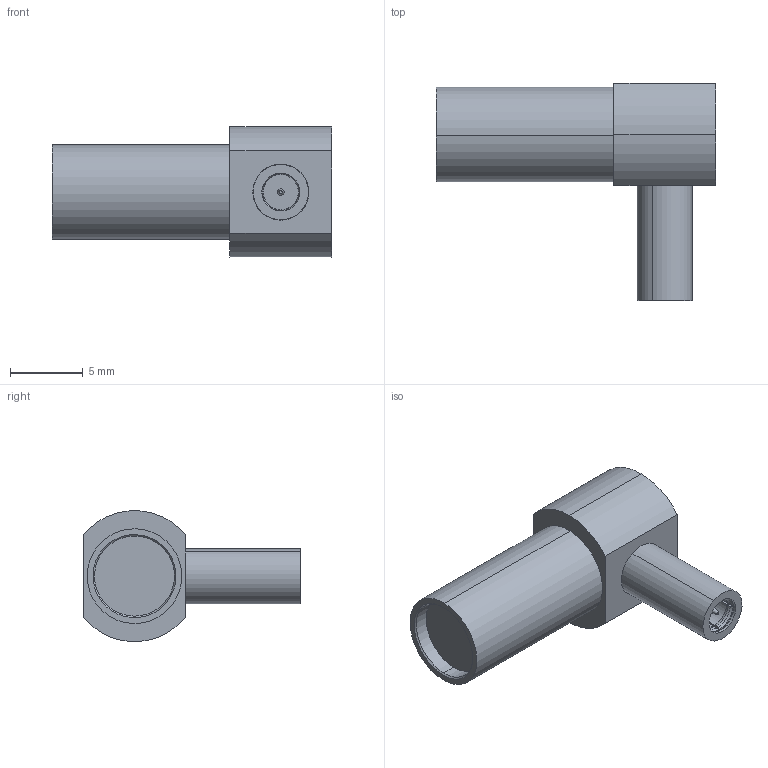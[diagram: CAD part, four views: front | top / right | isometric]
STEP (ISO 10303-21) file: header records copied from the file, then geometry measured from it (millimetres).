
FILE_DESCRIPTION (( 'STEP AP203' ), '1' );
FILE_NAME ('TS9-LP-3_B.STEP', '2025-03-13T01:05:49', ( '' ), ( '' ), 'SwSTEP 2.0', 'SolidWorks 2022', '' );
FILE_SCHEMA (( 'CONFIG_CONTROL_DESIGN' ));
Length unit declared in the file: millimetre
Products named in the file (1): TS9-LP-3_B
Bounding box: 19.2 x 14.9 x 8.99 mm (x, y, z)
Volume: 844 mm3; surface area: 745.7 mm2
Topology: 1 solids, 1 shells, 417 faces, 1205 edges, 802 vertices
Faces by surface type: plane 234, cylinder 165, cone 10, torus 8
Entity records: 14054 total; most frequent: CARTESIAN_POINT 2979, ORIENTED_EDGE 2410, DIRECTION 2223, EDGE_CURVE 1205, VERTEX_POINT 802, AXIS2_PLACEMENT_3D 766, LINE 691, VECTOR 691
